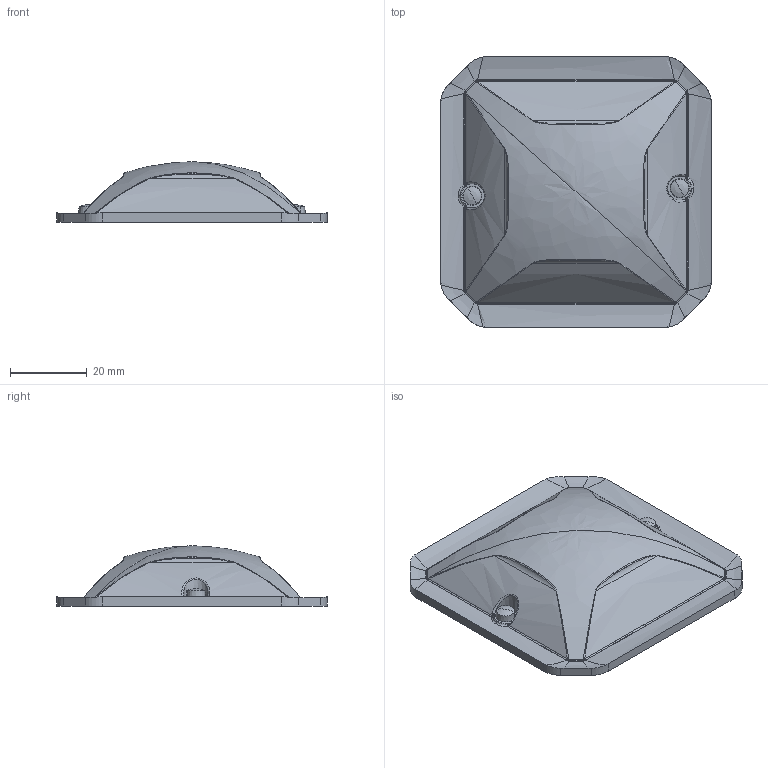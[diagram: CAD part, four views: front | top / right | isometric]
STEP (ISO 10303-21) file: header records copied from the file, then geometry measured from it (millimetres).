
FILE_DESCRIPTION(('CATIA V5 STEP Exchange','CAx-IF Rec.Pracs.--- Model Styling and Organization---1.5--- 2016-08-15','CAx-IF Rec.Pracs.---Supplemental Geometry---1.0---2011-11-01','CAx-IF Rec.Pracs.--- Composite Materials ---1.1---2010-07-15'),'2;1');
FILE_NAME('069588L Diffuseur.stp','2022-04-01T08:18:41+00:00',('none'),('none'),'CATIA Version 5-6 Release 2020 SP3','CATIA V5 STEP AP214 v2','none');
FILE_SCHEMA(('AUTOMOTIVE_DESIGN { 1 0 10303 214 1 1 1 1 }'));
Length unit declared in the file: millimetre
Products named in the file (1): 069588L
Bounding box: 70.5 x 70.5 x 15.66 mm (x, y, z)
Surface area: 11101.9 mm2 (no closed solid volume)
Topology: 0 solids, 3 shells, 197 faces, 490 edges, 279 vertices
Faces by surface type: bspline 112, torus 20, cylinder 20, plane 17, sphere 16, cone 6, extrusion 4, revolution 2
Entity records: 11993 total; most frequent: CARTESIAN_POINT 8477, ORIENTED_EDGE 936, EDGE_CURVE 472, B_SPLINE_CURVE_WITH_KNOTS 326, DIRECTION 302, VERTEX_POINT 279, EDGE_LOOP 199, ADVANCED_FACE 197
